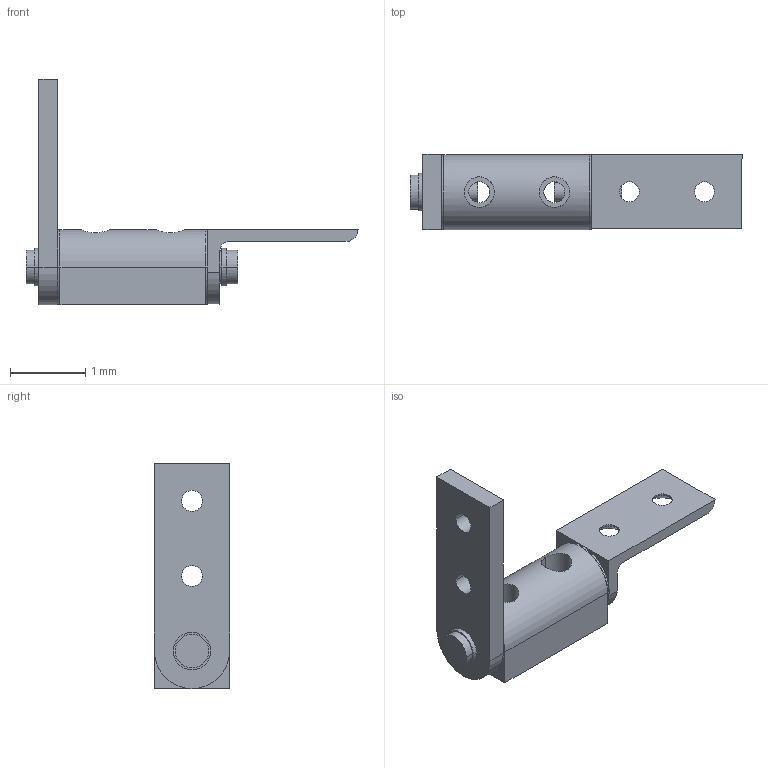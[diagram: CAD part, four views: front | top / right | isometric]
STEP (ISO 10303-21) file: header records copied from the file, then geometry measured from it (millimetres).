
FILE_DESCRIPTION((''),'2;1');
FILE_NAME('10HI8328.stp','2015-07-13T14:22:05',(''),(''),'Mechanical Desktop 2011','Mechanical Desktop 2011',', , ');
FILE_SCHEMA(('CONFIG_CONTROL_DESIGN'));
Length unit declared in the file: millimetre
Products named in the file (1): Product
Bounding box: 4.42 x 1 x 3 mm (x, y, z)
Volume: 2.8 mm3; surface area: 33.2 mm2
Topology: 12 solids, 12 shells, 116 faces, 259 edges, 172 vertices
Faces by surface type: cylinder 71, plane 41, cone 4
Entity records: 3604 total; most frequent: CARTESIAN_POINT 756, DIRECTION 613, ORIENTED_EDGE 518, EDGE_CURVE 259, AXIS2_PLACEMENT_3D 253, VERTEX_POINT 172, EDGE_LOOP 157, CIRCLE 136
